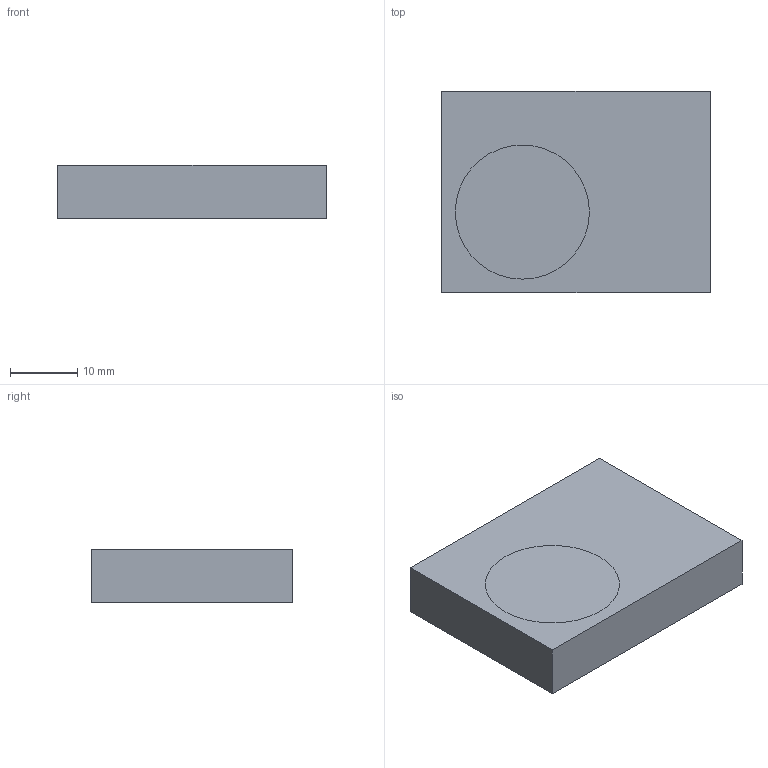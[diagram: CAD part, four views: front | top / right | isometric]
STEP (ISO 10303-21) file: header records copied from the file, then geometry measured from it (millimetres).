
FILE_DESCRIPTION(('Open CASCADE Model'),'2;1');
FILE_NAME('Open CASCADE Shape Model','2017-06-28T10:35:19',('Author'),( 'Open CASCADE'),'Open CASCADE STEP processor 6.9','Open CASCADE 6.9' ,'Unknown');
FILE_SCHEMA(('AUTOMOTIVE_DESIGN { 1 0 10303 214 1 1 1 1 }'));
Length unit declared in the file: millimetre
Products named in the file (1): Open CASCADE STEP translator 6.9 1
Bounding box: 40 x 30 x 8 mm (x, y, z)
Surface area: 3520 mm2 (no closed solid volume)
Topology: 0 solids, 1 shells, 8 faces, 14 edges, 10 vertices
Faces by surface type: plane 8
Entity records: 388 total; most frequent: DIRECTION 62, CARTESIAN_POINT 61, LINE 36, VECTOR 36, ORIENTED_EDGE 28, PCURVE 28, DEFINITIONAL_REPRESENTATION 28, EDGE_CURVE 14
